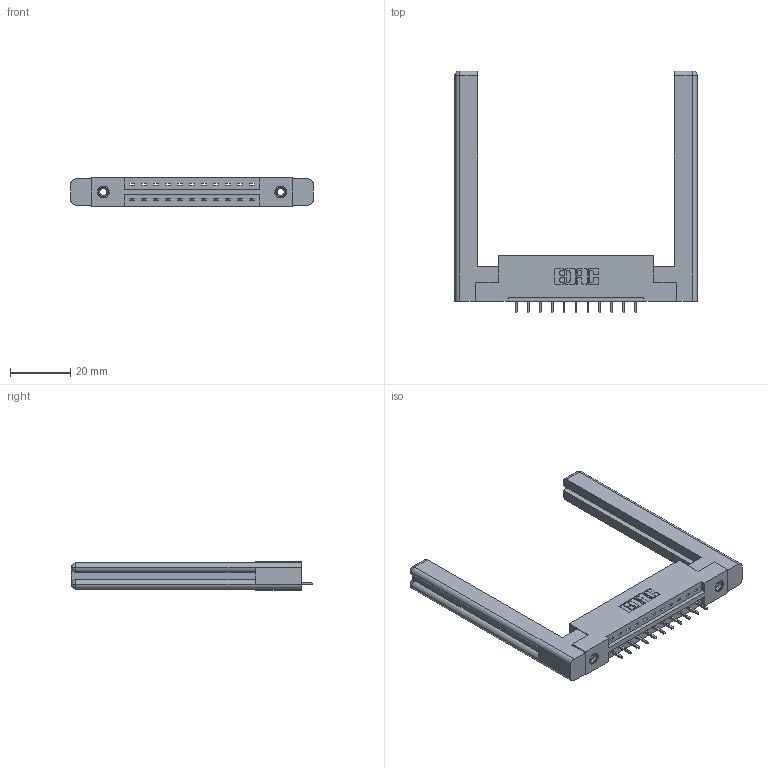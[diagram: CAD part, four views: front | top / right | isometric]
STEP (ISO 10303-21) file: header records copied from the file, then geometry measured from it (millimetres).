
FILE_DESCRIPTION (( 'STEP AP203' ), '1' );
FILE_NAME ('337-011-521-158.STEP', '2019-09-27T22:27:16', ( '' ), ( '' ), 'SwSTEP 2.0', 'SolidWorks 2016', '' );
FILE_SCHEMA (( 'CONFIG_CONTROL_DESIGN' ));
Length unit declared in the file: inch
Products named in the file (5): 307-220-058; 345-292-001_345-293-121; 337 Part_Flush Mounting Lugs - 0.156 Dia-TI; 337-011-521-158; 345-250-001_345-250-001-102
Assembly tree (16 placements, depth 2):
  337-011-521-158
    337 Part_Flush Mounting Lugs - 0.156 Dia-TI
    345-292-001_345-293-121  x11
    345-250-001_345-250-001-102  x2
    307-220-058  x2
Bounding box: 80.21 x 80.14 x 9.4 mm (x, y, z)
Volume: 15079.7 mm3; surface area: 13090 mm2
Topology: 16 solids, 16 shells, 938 faces, 2733 edges, 1794 vertices
Faces by surface type: plane 660, cylinder 254, cone 12, torus 12
Entity records: 14838 total; most frequent: CARTESIAN_POINT 2582, ORIENTED_EDGE 2468, DIRECTION 2256, EDGE_CURVE 1234, LINE 1058, VECTOR 1058, VERTEX_POINT 814, AXIS2_PLACEMENT_3D 599
